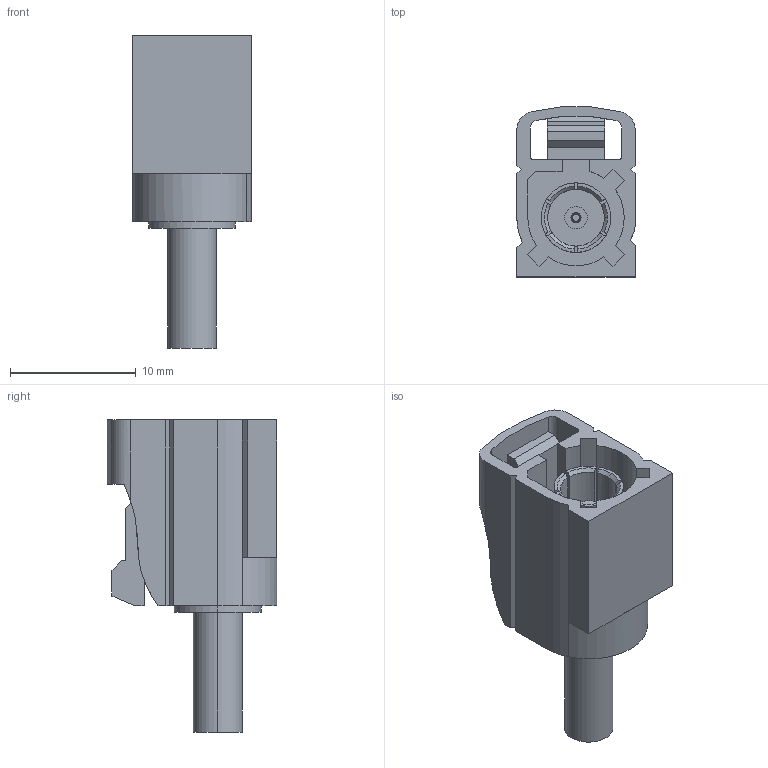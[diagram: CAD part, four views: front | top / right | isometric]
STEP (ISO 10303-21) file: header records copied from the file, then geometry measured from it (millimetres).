
FILE_DESCRIPTION (( 'STEP AP214' ), '1' );
FILE_NAME ('PE44646Z.STEP', '2018-02-22T18:46:17', ( '' ), ( '' ), 'SwSTEP 2.0', 'SolidWorks 2017', '' );
FILE_SCHEMA (( 'AUTOMOTIVE_DESIGN' ));
Length unit declared in the file: inch
Products named in the file (1): PE44646Z
Bounding box: 9.4 x 13.48 x 24.78 mm (x, y, z)
Volume: 1198.2 mm3; surface area: 1868.4 mm2
Topology: 3 solids, 3 shells, 133 faces, 363 edges, 240 vertices
Faces by surface type: plane 86, cylinder 36, cone 9, bspline 2
Entity records: 5084 total; most frequent: CARTESIAN_POINT 841, ORIENTED_EDGE 726, DIRECTION 711, EDGE_CURVE 363, VERTEX_POINT 240, AXIS2_PLACEMENT_3D 238, LINE 235, VECTOR 235
